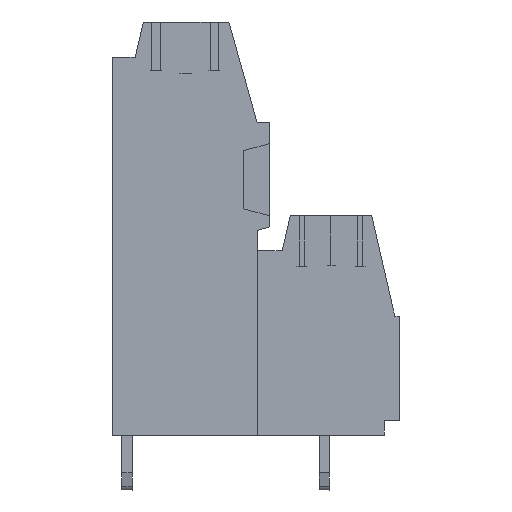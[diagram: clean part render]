
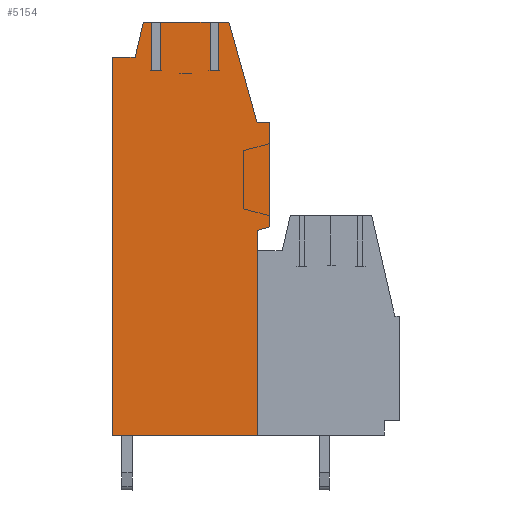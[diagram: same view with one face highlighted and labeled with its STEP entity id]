
A CAD part, left-side view. The second image highlights one B-rep face of the part: STEP entity #5154.
In plain terms, the highlighted planar face has unit normal (-1, 0, 0).
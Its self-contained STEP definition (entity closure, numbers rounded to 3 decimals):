
#5094=AXIS2_PLACEMENT_3D('Plane Axis2P3D',#5091,#5092,#5093) ;
#1633=CARTESIAN_POINT('Vertex',(0.,8.3,3.2)) ;
#1636=CARTESIAN_POINT('Line Origine',(0.,12.525,3.2)) ;
#1640=CARTESIAN_POINT('Vertex',(0.,16.75,3.2)) ;
#2832=CARTESIAN_POINT('Line Origine',(0.,16.75,14.225)) ;
#2836=CARTESIAN_POINT('Vertex',(0.,16.75,25.25)) ;
#2956=CARTESIAN_POINT('Vertex',(0.,8.3,15.15)) ;
#2959=CARTESIAN_POINT('Line Origine',(0.,8.3,9.175)) ;
#3120=CARTESIAN_POINT('Vertex',(0.,14.95,27.3)) ;
#3123=CARTESIAN_POINT('Line Origine',(0.,14.7,27.3)) ;
#3127=CARTESIAN_POINT('Vertex',(0.,14.45,27.3)) ;
#3176=CARTESIAN_POINT('Vertex',(0.,13.95,27.3)) ;
#3179=CARTESIAN_POINT('Line Origine',(0.,12.5,27.3)) ;
#3183=CARTESIAN_POINT('Vertex',(0.,11.05,27.3)) ;
#3232=CARTESIAN_POINT('Vertex',(0.,10.55,27.3)) ;
#3235=CARTESIAN_POINT('Line Origine',(0.,10.25,27.3)) ;
#3239=CARTESIAN_POINT('Vertex',(0.,9.95,27.3)) ;
#3749=CARTESIAN_POINT('Line Origine',(0.,9.131,24.375)) ;
#3753=CARTESIAN_POINT('Vertex',(0.,8.311,21.45)) ;
#3773=CARTESIAN_POINT('Line Origine',(0.,7.956,21.45)) ;
#3777=CARTESIAN_POINT('Vertex',(0.,7.6,21.45)) ;
#3797=CARTESIAN_POINT('Line Origine',(0.,7.6,18.4)) ;
#3801=CARTESIAN_POINT('Vertex',(0.,7.6,15.35)) ;
#4535=CARTESIAN_POINT('Line Origine',(0.,7.95,15.25)) ;
#4552=CARTESIAN_POINT('Line Origine',(0.,16.088,25.25)) ;
#4556=CARTESIAN_POINT('Vertex',(0.,15.425,25.25)) ;
#4576=CARTESIAN_POINT('Line Origine',(0.,15.188,26.275)) ;
#5091=CARTESIAN_POINT('Axis2P3D Location',(0.,7.6,0.)) ;
#5096=CARTESIAN_POINT('Line Origine',(0.,13.95,25.875)) ;
#5100=CARTESIAN_POINT('Vertex',(0.,13.95,24.45)) ;
#5103=CARTESIAN_POINT('Line Origine',(0.,14.2,24.45)) ;
#5107=CARTESIAN_POINT('Vertex',(0.,14.45,24.45)) ;
#5110=CARTESIAN_POINT('Line Origine',(0.,14.45,25.875)) ;
#5115=CARTESIAN_POINT('Line Origine',(0.,10.55,25.875)) ;
#5119=CARTESIAN_POINT('Vertex',(0.,10.55,24.45)) ;
#5122=CARTESIAN_POINT('Line Origine',(0.,10.8,24.45)) ;
#5126=CARTESIAN_POINT('Vertex',(0.,11.05,24.45)) ;
#5129=CARTESIAN_POINT('Line Origine',(0.,11.05,25.875)) ;
#1637=DIRECTION('Vector Direction',(0.,1.,0.)) ;
#2833=DIRECTION('Vector Direction',(0.,0.,1.)) ;
#2960=DIRECTION('Vector Direction',(0.,0.,-1.)) ;
#3124=DIRECTION('Vector Direction',(0.,-1.,0.)) ;
#3180=DIRECTION('Vector Direction',(0.,-1.,0.)) ;
#3236=DIRECTION('Vector Direction',(0.,-1.,0.)) ;
#3750=DIRECTION('Vector Direction',(0.,-0.27,-0.963)) ;
#3774=DIRECTION('Vector Direction',(0.,-1.,0.)) ;
#3798=DIRECTION('Vector Direction',(0.,0.,-1.)) ;
#4536=DIRECTION('Vector Direction',(0.,0.962,-0.275)) ;
#4553=DIRECTION('Vector Direction',(0.,-1.,0.)) ;
#4577=DIRECTION('Vector Direction',(0.,-0.226,0.974)) ;
#5092=DIRECTION('Axis2P3D Direction',(-1.,0.,0.)) ;
#5093=DIRECTION('Axis2P3D XDirection',(0.,0.,1.)) ;
#5097=DIRECTION('Vector Direction',(0.,0.,1.)) ;
#5104=DIRECTION('Vector Direction',(0.,-1.,0.)) ;
#5111=DIRECTION('Vector Direction',(0.,0.,1.)) ;
#5116=DIRECTION('Vector Direction',(0.,0.,1.)) ;
#5123=DIRECTION('Vector Direction',(0.,-1.,0.)) ;
#5130=DIRECTION('Vector Direction',(0.,0.,1.)) ;
#1638=VECTOR('Line Direction',#1637,1.) ;
#2834=VECTOR('Line Direction',#2833,1.) ;
#2961=VECTOR('Line Direction',#2960,1.) ;
#3125=VECTOR('Line Direction',#3124,1.) ;
#3181=VECTOR('Line Direction',#3180,1.) ;
#3237=VECTOR('Line Direction',#3236,1.) ;
#3751=VECTOR('Line Direction',#3750,1.) ;
#3775=VECTOR('Line Direction',#3774,1.) ;
#3799=VECTOR('Line Direction',#3798,1.) ;
#4537=VECTOR('Line Direction',#4536,1.) ;
#4554=VECTOR('Line Direction',#4553,1.) ;
#4578=VECTOR('Line Direction',#4577,1.) ;
#5098=VECTOR('Line Direction',#5097,1.) ;
#5105=VECTOR('Line Direction',#5104,1.) ;
#5112=VECTOR('Line Direction',#5111,1.) ;
#5117=VECTOR('Line Direction',#5116,1.) ;
#5124=VECTOR('Line Direction',#5123,1.) ;
#5131=VECTOR('Line Direction',#5130,1.) ;
#5135=ORIENTED_EDGE('',*,*,#3185,.T.) ;
#5136=ORIENTED_EDGE('',*,*,#5102,.F.) ;
#5137=ORIENTED_EDGE('',*,*,#5109,.F.) ;
#5138=ORIENTED_EDGE('',*,*,#5114,.T.) ;
#5139=ORIENTED_EDGE('',*,*,#3129,.T.) ;
#5140=ORIENTED_EDGE('',*,*,#4580,.T.) ;
#5141=ORIENTED_EDGE('',*,*,#4558,.T.) ;
#5142=ORIENTED_EDGE('',*,*,#2838,.T.) ;
#5143=ORIENTED_EDGE('',*,*,#1642,.T.) ;
#5144=ORIENTED_EDGE('',*,*,#2963,.T.) ;
#5145=ORIENTED_EDGE('',*,*,#4539,.T.) ;
#5146=ORIENTED_EDGE('',*,*,#3803,.T.) ;
#5147=ORIENTED_EDGE('',*,*,#3779,.T.) ;
#5148=ORIENTED_EDGE('',*,*,#3755,.T.) ;
#5149=ORIENTED_EDGE('',*,*,#3241,.T.) ;
#5150=ORIENTED_EDGE('',*,*,#5121,.F.) ;
#5151=ORIENTED_EDGE('',*,*,#5128,.F.) ;
#5152=ORIENTED_EDGE('',*,*,#5133,.T.) ;
#5154=ADVANCED_FACE('Hauptk\X2\00F6\X0\rper',(#5153),#5095,.T.) ;
#1642=EDGE_CURVE('',#1641,#1634,#1639,.F.) ;
#2838=EDGE_CURVE('',#2837,#1641,#2835,.F.) ;
#2963=EDGE_CURVE('',#1634,#2957,#2962,.F.) ;
#3129=EDGE_CURVE('',#3128,#3121,#3126,.F.) ;
#3185=EDGE_CURVE('',#3184,#3177,#3182,.F.) ;
#3241=EDGE_CURVE('',#3240,#3233,#3238,.F.) ;
#3755=EDGE_CURVE('',#3754,#3240,#3752,.F.) ;
#3779=EDGE_CURVE('',#3778,#3754,#3776,.F.) ;
#3803=EDGE_CURVE('',#3802,#3778,#3800,.F.) ;
#4539=EDGE_CURVE('',#2957,#3802,#4538,.F.) ;
#4558=EDGE_CURVE('',#4557,#2837,#4555,.F.) ;
#4580=EDGE_CURVE('',#3121,#4557,#4579,.F.) ;
#5102=EDGE_CURVE('',#5101,#3177,#5099,.T.) ;
#5109=EDGE_CURVE('',#5108,#5101,#5106,.T.) ;
#5114=EDGE_CURVE('',#5108,#3128,#5113,.T.) ;
#5121=EDGE_CURVE('',#5120,#3233,#5118,.T.) ;
#5128=EDGE_CURVE('',#5127,#5120,#5125,.T.) ;
#5133=EDGE_CURVE('',#5127,#3184,#5132,.T.) ;
#5134=EDGE_LOOP('',(#5135,#5136,#5137,#5138,#5139,#5140,#5141,#5142,#5143,#5144,#5145,#5146,#5147,#5148,#5149,#5150,#5151,#5152)) ;
#5153=FACE_OUTER_BOUND('',#5134,.T.) ;
#1639=LINE('Line',#1636,#1638) ;
#2835=LINE('Line',#2832,#2834) ;
#2962=LINE('Line',#2959,#2961) ;
#3126=LINE('Line',#3123,#3125) ;
#3182=LINE('Line',#3179,#3181) ;
#3238=LINE('Line',#3235,#3237) ;
#3752=LINE('Line',#3749,#3751) ;
#3776=LINE('Line',#3773,#3775) ;
#3800=LINE('Line',#3797,#3799) ;
#4538=LINE('Line',#4535,#4537) ;
#4555=LINE('Line',#4552,#4554) ;
#4579=LINE('Line',#4576,#4578) ;
#5099=LINE('Line',#5096,#5098) ;
#5106=LINE('Line',#5103,#5105) ;
#5113=LINE('Line',#5110,#5112) ;
#5118=LINE('Line',#5115,#5117) ;
#5125=LINE('Line',#5122,#5124) ;
#5132=LINE('Line',#5129,#5131) ;
#5095=PLANE('',#5094) ;
#1634=VERTEX_POINT('',#1633) ;
#1641=VERTEX_POINT('',#1640) ;
#2837=VERTEX_POINT('',#2836) ;
#2957=VERTEX_POINT('',#2956) ;
#3121=VERTEX_POINT('',#3120) ;
#3128=VERTEX_POINT('',#3127) ;
#3177=VERTEX_POINT('',#3176) ;
#3184=VERTEX_POINT('',#3183) ;
#3233=VERTEX_POINT('',#3232) ;
#3240=VERTEX_POINT('',#3239) ;
#3754=VERTEX_POINT('',#3753) ;
#3778=VERTEX_POINT('',#3777) ;
#3802=VERTEX_POINT('',#3801) ;
#4557=VERTEX_POINT('',#4556) ;
#5101=VERTEX_POINT('',#5100) ;
#5108=VERTEX_POINT('',#5107) ;
#5120=VERTEX_POINT('',#5119) ;
#5127=VERTEX_POINT('',#5126) ;
